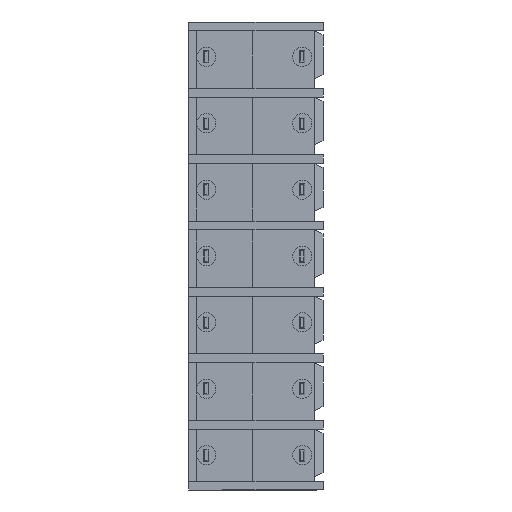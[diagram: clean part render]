
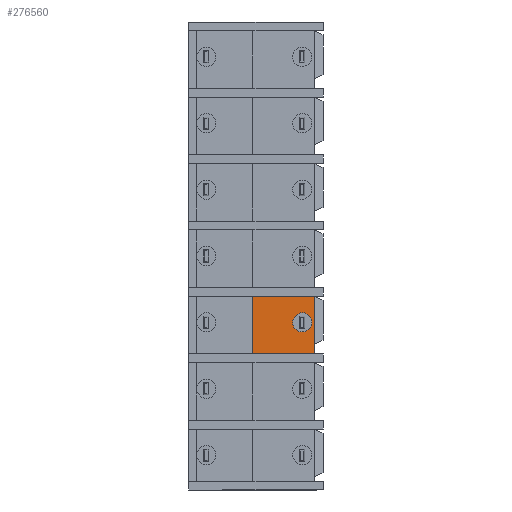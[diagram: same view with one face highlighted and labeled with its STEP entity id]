
A CAD part, front view. The second image highlights one B-rep face of the part: STEP entity #276560.
In plain terms, the highlighted face is planar.
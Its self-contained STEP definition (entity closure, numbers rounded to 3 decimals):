
#82360=CARTESIAN_POINT('',(-21.878,-41.83,
-16.925));
#82370=VERTEX_POINT('',#82360);
#82400=CARTESIAN_POINT('',(-21.878,-41.83,-11.43));
#82410=DIRECTION('',(0.,0.,1.));
#82420=VECTOR('',#82410,1.);
#82430=LINE('',#82400,#82420);
#82440=CARTESIAN_POINT('',(-21.878,-41.83,-13.615))
;
#82450=VERTEX_POINT('',#82440);
#82460=EDGE_CURVE('',#82370,#82450,#82430,.T.);
#274950=CARTESIAN_POINT('',(-6.672,-0.051,
-13.615));
#274960=DIRECTION('',(-0.342,-0.94,0.));
#274970=VECTOR('',#274960,1.);
#274980=LINE('',#274950,#274970);
#274990=CARTESIAN_POINT('',(-23.092,-45.166,-13.615)
);
#275000=VERTEX_POINT('',#274990);
#275010=EDGE_CURVE('',#82450,#275000,#274980,.T.);
#275910=CARTESIAN_POINT('',(-22.003,-42.173,
-6.115));
#275920=DIRECTION('',(-0.94,0.342,
0.));
#275930=DIRECTION('',(0.342,0.94,
0.));
#275940=AXIS2_PLACEMENT_3D('',#275910,#275920,#275930);
#275950=PLANE('',#275940);
#275960=ORIENTED_EDGE('',*,*,#275010,.T.);
#275970=ORIENTED_EDGE('',*,*,#82460,.T.);
#275980=CARTESIAN_POINT('',(-6.672,-0.051,
-16.925));
#275990=DIRECTION('',(0.342,0.94,
0.));
#276000=VECTOR('',#275990,1.);
#276010=LINE('',#275980,#276000);
#276020=CARTESIAN_POINT('',(-23.092,-45.166,
-16.925));
#276030=VERTEX_POINT('',#276020);
#276040=EDGE_CURVE('',#276030,#82370,#276010,.T.);
#276050=ORIENTED_EDGE('',*,*,#276040,.T.);
#276060=CARTESIAN_POINT('',(-23.092,-45.166,
-6.115));
#276070=DIRECTION('',(0.,0.,-1.));
#276080=VECTOR('',#276070,1.);
#276090=LINE('',#276060,#276080);
#276100=EDGE_CURVE('',#275000,#276030,#276090,.T.);
#276110=ORIENTED_EDGE('',*,*,#276100,.T.);
#276120=EDGE_LOOP('',(#276110,#276050,#275970,#275960));
#276130=FACE_OUTER_BOUND('',#276120,.T.);
#276140=CARTESIAN_POINT('',(-22.169,-42.628,-15.24))
;
#276150=DIRECTION('',(0.,0.,1.));
#276160=VECTOR('',#276150,1.);
#276170=LINE('',#276140,#276160);
#276180=CARTESIAN_POINT('',(-22.169,-42.628,
-15.465));
#276190=VERTEX_POINT('',#276180);
#276200=CARTESIAN_POINT('',(-22.169,-42.628,
-15.115));
#276210=VERTEX_POINT('',#276200);
#276220=EDGE_CURVE('',#276190,#276210,#276170,.T.);
#276230=ORIENTED_EDGE('',*,*,#276220,.T.);
#276240=CARTESIAN_POINT('',(-6.672,-0.051,
-15.465));
#276250=DIRECTION('',(0.342,0.94,
0.));
#276260=VECTOR('',#276250,1.);
#276270=LINE('',#276240,#276260);
#276280=CARTESIAN_POINT('',(-22.066,-42.346,
-15.465));
#276290=VERTEX_POINT('',#276280);
#276300=EDGE_CURVE('',#276190,#276290,#276270,.T.);
#276310=ORIENTED_EDGE('',*,*,#276300,.F.);
#276320=CARTESIAN_POINT('',(-22.066,-42.346,
-8.24));
#276330=DIRECTION('',(0.,0.,-1.));
#276340=VECTOR('',#276330,1.);
#276350=LINE('',#276320,#276340);
#276360=CARTESIAN_POINT('',(-22.066,-42.346,
-14.765));
#276370=VERTEX_POINT('',#276360);
#276380=EDGE_CURVE('',#276370,#276290,#276350,.T.);
#276390=ORIENTED_EDGE('',*,*,#276380,.T.);
#276400=CARTESIAN_POINT('',(-6.672,-0.051,
-14.765));
#276410=DIRECTION('',(-0.342,-0.94,
0.));
#276420=VECTOR('',#276410,1.);
#276430=LINE('',#276400,#276420);
#276440=CARTESIAN_POINT('',(-22.169,-42.628,
-14.765));
#276450=VERTEX_POINT('',#276440);
#276460=EDGE_CURVE('',#276370,#276450,#276430,.T.);
#276470=ORIENTED_EDGE('',*,*,#276460,.F.);
#276480=CARTESIAN_POINT('',(-22.169,-42.628,
-8.24));
#276490=DIRECTION('',(0.,0.,1.));
#276500=VECTOR('',#276490,1.);
#276510=LINE('',#276480,#276500);
#276520=EDGE_CURVE('',#276210,#276450,#276510,.T.);
#276530=ORIENTED_EDGE('',*,*,#276520,.T.);
#276540=EDGE_LOOP('',(#276530,#276470,#276390,#276310,#276230));
#276550=FACE_BOUND('',#276540,.T.);
#276560=ADVANCED_FACE('',(#276130,#276550),#275950,.F.);
